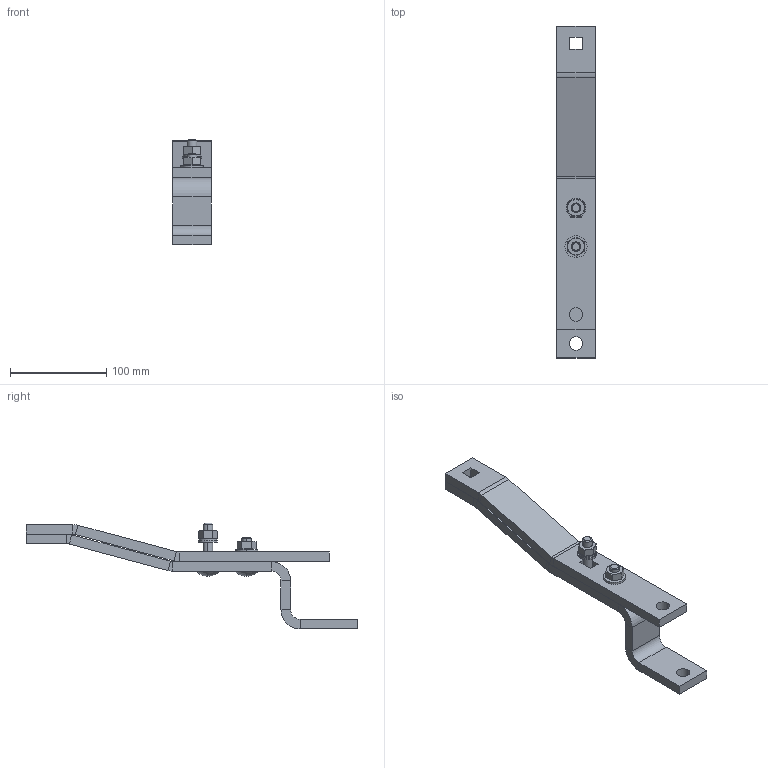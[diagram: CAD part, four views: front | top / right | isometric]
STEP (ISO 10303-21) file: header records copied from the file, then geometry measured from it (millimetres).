
FILE_DESCRIPTION(('STEP AP214'),'1');
FILE_NAME('cctmp_511F35C0-AB4D-4EAC-89BE-E48DF38E620B_2024_06_07_11_34_52_0294..stp','2024-06-07T09:34:52',('SIEMENS A&D'),('CADClick - www.CADClick.com'),'Spatial InterOp 3D',' ','unknown authorization');
FILE_SCHEMA(('AUTOMOTIVE_DESIGN'));
Length unit declared in the file: millimetre
Products named in the file (10): cc_unnamed; 2024_06_07_11_34_52_0272; 2024_06_07_11_34_52_0231; 2024_06_07_11_34_52_0190; 2024_06_07_11_34_52_0108; 2024_06_07_11_34_52_0067; 2024_06_07_11_34_52_0026; 2024_06_07_11_34_51_0985; 2024_06_07_11_34_51_0902; 2024_06_07_11_34_51_0862
Assembly tree (9 placements, depth 2):
  cc_unnamed
    2024_06_07_11_34_52_0272
    2024_06_07_11_34_52_0231
    2024_06_07_11_34_52_0190
    2024_06_07_11_34_52_0108
    2024_06_07_11_34_52_0067
    2024_06_07_11_34_52_0026
    2024_06_07_11_34_51_0985
    2024_06_07_11_34_51_0902
    2024_06_07_11_34_51_0862
Bounding box: 40 x 345 x 110 mm (x, y, z)
Volume: 287112.2 mm3; surface area: 83527.8 mm2
Topology: 9 solids, 9 shells, 180 faces, 398 edges, 242 vertices
Faces by surface type: plane 112, cylinder 40, cone 24, sphere 4
Entity records: 6669 total; most frequent: CARTESIAN_POINT 926, DIRECTION 866, ORIENTED_EDGE 796, EDGE_CURVE 398, AXIS2_PLACEMENT_3D 302, LINE 262, VECTOR 262, VERTEX_POINT 242
